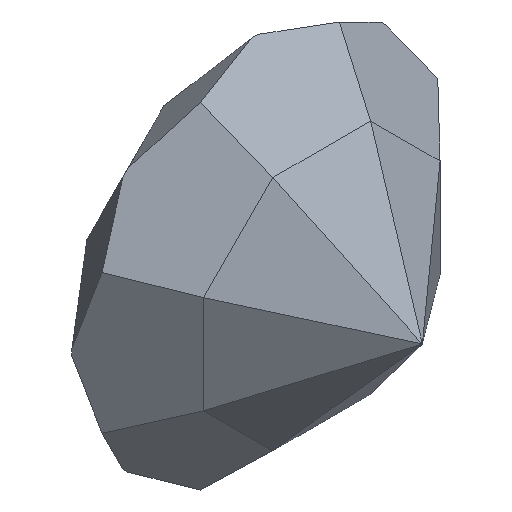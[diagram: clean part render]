
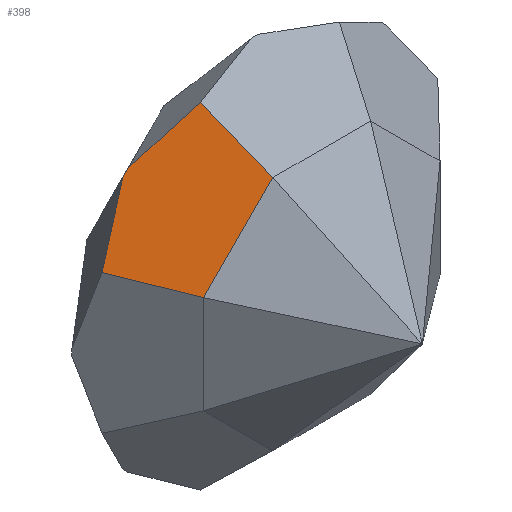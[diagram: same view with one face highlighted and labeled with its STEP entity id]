
A CAD part, isometric view. The second image highlights one B-rep face of the part: STEP entity #398.
In plain terms, the highlighted free-form (B-spline) face has degree [1, 1] with [2, 2] control points.
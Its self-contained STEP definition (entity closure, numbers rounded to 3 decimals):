
#398 = ADVANCED_FACE('',(#399),#443,.T.);
#399 = FACE_BOUND('',#400,.T.);
#400 = EDGE_LOOP('',(#401,#410,#417,#424,#431,#438));
#401 = ORIENTED_EDGE('',*,*,#402,.T.);
#402 = EDGE_CURVE('',#403,#405,#407,.T.);
#403 = VERTEX_POINT('',#404);
#404 = CARTESIAN_POINT('',(-48.581,-21.185,
    50.392));
#405 = VERTEX_POINT('',#406);
#406 = CARTESIAN_POINT('',(-50.392,-21.185,
    48.581));
#407 = B_SPLINE_CURVE_WITH_KNOTS('',1,(#408,#409),.UNSPECIFIED.,.F.,.F.,
  (2,2),(0.,1.797),.PIECEWISE_BEZIER_KNOTS.);
#408 = CARTESIAN_POINT('',(-48.581,-21.185,
    50.392));
#409 = CARTESIAN_POINT('',(-50.392,-21.185,
    48.581));
#410 = ORIENTED_EDGE('',*,*,#411,.T.);
#411 = EDGE_CURVE('',#405,#412,#414,.T.);
#412 = VERTEX_POINT('',#413);
#413 = CARTESIAN_POINT('',(-64.355,-27.071,
    26.657));
#414 = B_SPLINE_CURVE_WITH_KNOTS('',1,(#415,#416),.UNSPECIFIED.,.F.,.F.,
  (2,2),(0.,18.698),.PIECEWISE_BEZIER_KNOTS.);
#415 = CARTESIAN_POINT('',(-50.392,-21.185,
    48.581));
#416 = CARTESIAN_POINT('',(-64.355,-27.071,
    26.657));
#417 = ORIENTED_EDGE('',*,*,#418,.T.);
#418 = EDGE_CURVE('',#412,#419,#421,.T.);
#419 = VERTEX_POINT('',#420);
#420 = CARTESIAN_POINT('',(-45.346,-46.949,
    18.783));
#421 = B_SPLINE_CURVE_WITH_KNOTS('',1,(#422,#423),.UNSPECIFIED.,.F.,.F.,
  (2,2),(0.,20.071),.PIECEWISE_BEZIER_KNOTS.);
#422 = CARTESIAN_POINT('',(-64.355,-27.071,
    26.657));
#423 = CARTESIAN_POINT('',(-45.346,-46.949,
    18.783));
#424 = ORIENTED_EDGE('',*,*,#425,.T.);
#425 = EDGE_CURVE('',#419,#426,#428,.T.);
#426 = VERTEX_POINT('',#427);
#427 = CARTESIAN_POINT('',(-18.783,-46.949,
    45.346));
#428 = B_SPLINE_CURVE_WITH_KNOTS('',1,(#429,#430),.UNSPECIFIED.,.F.,.F.,
  (2,2),(0.,26.355),.PIECEWISE_BEZIER_KNOTS.);
#429 = CARTESIAN_POINT('',(-45.346,-46.949,
    18.783));
#430 = CARTESIAN_POINT('',(-18.783,-46.949,
    45.346));
#431 = ORIENTED_EDGE('',*,*,#432,.T.);
#432 = EDGE_CURVE('',#426,#433,#435,.T.);
#433 = VERTEX_POINT('',#434);
#434 = CARTESIAN_POINT('',(-26.657,-27.071,
    64.355));
#435 = B_SPLINE_CURVE_WITH_KNOTS('',1,(#436,#437),.UNSPECIFIED.,.F.,.F.,
  (2,2),(0.,20.071),.PIECEWISE_BEZIER_KNOTS.);
#436 = CARTESIAN_POINT('',(-18.783,-46.949,
    45.346));
#437 = CARTESIAN_POINT('',(-26.657,-27.071,
    64.355));
#438 = ORIENTED_EDGE('',*,*,#439,.T.);
#439 = EDGE_CURVE('',#433,#403,#440,.T.);
#440 = B_SPLINE_CURVE_WITH_KNOTS('',1,(#441,#442),.UNSPECIFIED.,.F.,.F.,
  (2,2),(0.,18.698),.PIECEWISE_BEZIER_KNOTS.);
#441 = CARTESIAN_POINT('',(-26.657,-27.071,
    64.355));
#442 = CARTESIAN_POINT('',(-48.581,-21.185,
    50.392));
#443 = B_SPLINE_SURFACE_WITH_KNOTS('',1,1,(
    (#444,#445)
    ,(#446,#447
    )),.UNSPECIFIED.,.F.,.F.,.F.,(2,2),(2,2),(3.326,
    29.337),(18.55,57.45),
  .PIECEWISE_BEZIER_KNOTS.);
#444 = CARTESIAN_POINT('',(-69.438,-20.67,
    30.232));
#445 = CARTESIAN_POINT('',(-30.232,-20.67,
    69.438));
#446 = CARTESIAN_POINT('',(-51.319,-47.464,
    12.113));
#447 = CARTESIAN_POINT('',(-12.113,-47.464,
    51.319));
